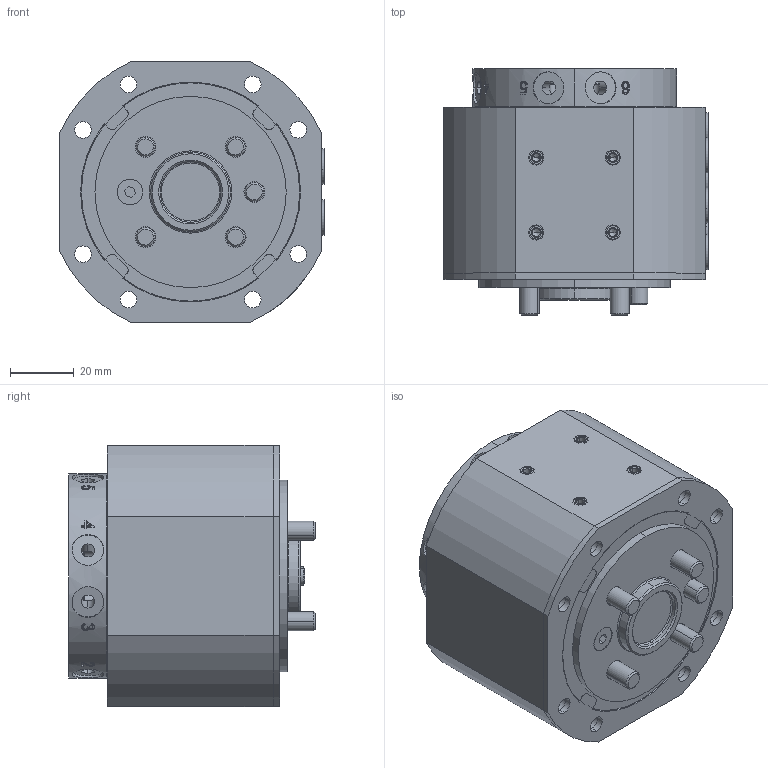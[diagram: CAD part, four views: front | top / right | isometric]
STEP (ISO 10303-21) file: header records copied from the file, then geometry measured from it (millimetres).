
FILE_DESCRIPTION (( 'STEP AP203' ), '1' );
FILE_NAME ('P0112A.STEP', '2018-11-22T14:32:44', ( '' ), ( '' ), 'SwSTEP 2.0', 'SolidWorks 2017', '' );
FILE_SCHEMA (( 'CONFIG_CONTROL_DESIGN' ));
Length unit declared in the file: millimetre
Products named in the file (1): P0112A
Bounding box: 82.9 x 77.3 x 82 mm (x, y, z)
Volume: 435076.4 mm3; surface area: 89914.1 mm2
Topology: 31 solids, 31 shells, 1135 faces, 2758 edges, 1773 vertices
Faces by surface type: plane 466, cylinder 297, bspline 194, cone 170, torus 8
Entity records: 43564 total; most frequent: CARTESIAN_POINT 17689, ORIENTED_EDGE 5496, DIRECTION 4895, EDGE_CURVE 2748, VERTEX_POINT 1773, AXIS2_PLACEMENT_3D 1682, VECTOR 1531, LINE 1531
